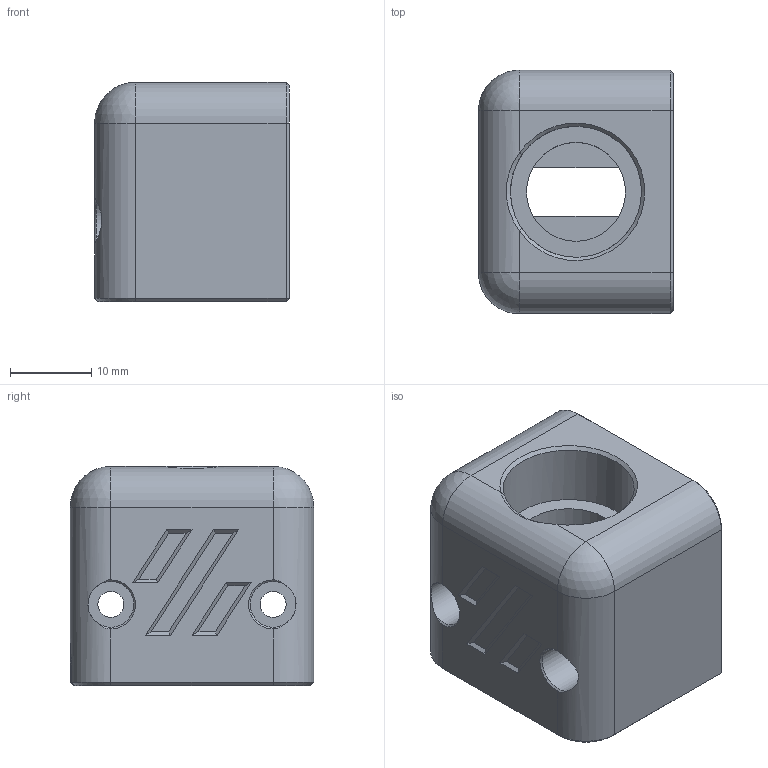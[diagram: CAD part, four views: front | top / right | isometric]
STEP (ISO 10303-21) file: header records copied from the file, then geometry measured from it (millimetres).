
FILE_DESCRIPTION( ( '' ), ' ' );
FILE_NAME( '5d8cd2d3811eb515db9486cc.step', '2019-09-26T15:01:40', ( '' ), ( '' ), ' ', ' ', ' ' );
FILE_SCHEMA( ( 'AUTOMOTIVE_DESIGN { 1 0 10303 214 1 1 1 1 }' ) );
Length unit declared in the file: metre
Products named in the file (1): v3
Bounding box: 24 x 30 x 27 mm (x, y, z)
Volume: 13334.9 mm3; surface area: 6063.9 mm2
Topology: 1 solids, 1 shells, 100 faces, 234 edges, 140 vertices
Faces by surface type: plane 60, cylinder 18, cone 12, bspline 8, sphere 2
Full cylindrical faces by diameter (mm): 1.6 x2, 3.2 x2, 5.65 x2, 12.2 x1, 16.15 x1
Entity records: 15544 total; most frequent: CARTESIAN_POINT 12614, ORIENTED_EDGE 432, DIRECTION 414, EDGE_CURVE 216, AXIS2_PLACEMENT_3D 146, VERTEX_POINT 134, EDGE_LOOP 122, LINE 122
